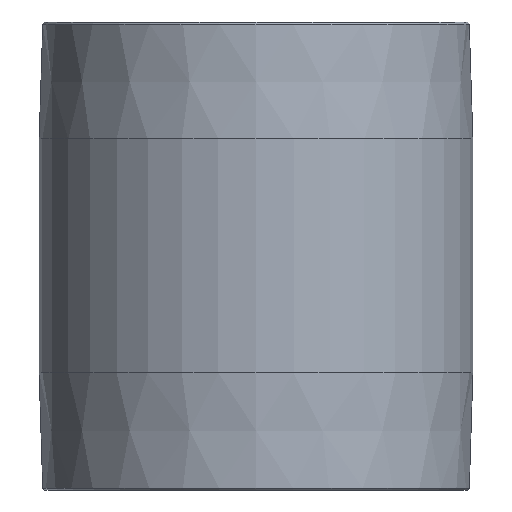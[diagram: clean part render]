
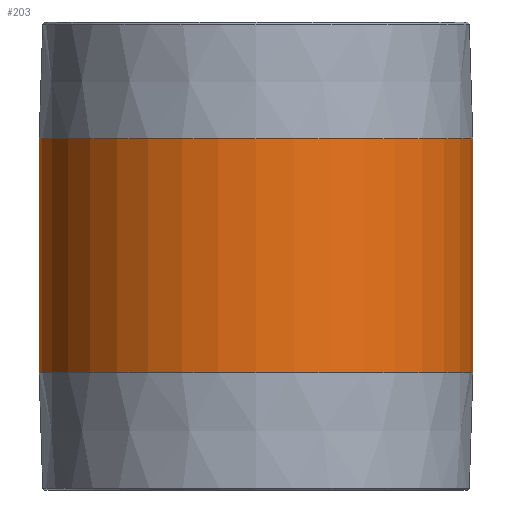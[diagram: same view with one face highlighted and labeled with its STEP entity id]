
A CAD part, front view. The second image highlights one B-rep face of the part: STEP entity #203.
In plain terms, the highlighted cylindrical face has radius 70.612 mm (diameter 141.224 mm), a partial arc.
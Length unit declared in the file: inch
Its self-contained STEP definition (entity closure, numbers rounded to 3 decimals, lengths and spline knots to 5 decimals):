
#5 = CARTESIAN_POINT ( 'NONE',  ( 2.78, 0., 4.5 ) ) ;
#8 = VERTEX_POINT ( 'NONE', #5 ) ;
#12 = DIRECTION ( 'NONE',  ( 0., 0., -1. ) ) ;
#30 = LINE ( 'NONE', #217, #434 ) ;
#56 = DIRECTION ( 'NONE',  ( 0., 0., -1. ) ) ;
#62 = AXIS2_PLACEMENT_3D ( 'NONE', #326, #298, #126 ) ;
#69 = EDGE_CURVE ( 'NONE', #8, #152, #425, .T. ) ;
#78 = ORIENTED_EDGE ( 'NONE', *, *, #445, .F. ) ;
#95 = VERTEX_POINT ( 'NONE', #528 ) ;
#104 = ORIENTED_EDGE ( 'NONE', *, *, #323, .T. ) ;
#126 = DIRECTION ( 'NONE',  ( -1., 0., 0. ) ) ;
#130 = CARTESIAN_POINT ( 'NONE',  ( 0., 0., 1.5 ) ) ;
#150 = AXIS2_PLACEMENT_3D ( 'NONE', #540, #56, #231 ) ;
#152 = VERTEX_POINT ( 'NONE', #234 ) ;
#193 = ORIENTED_EDGE ( 'NONE', *, *, #337, .T. ) ;
#203 = ADVANCED_FACE ( 'NONE', ( #532 ), #321, .T. ) ;
#211 = CARTESIAN_POINT ( 'NONE',  ( -2.78, 0., 4.5 ) ) ;
#217 = CARTESIAN_POINT ( 'NONE',  ( -2.78, 0., 6. ) ) ;
#231 = DIRECTION ( 'NONE',  ( -1., 0., 0. ) ) ;
#234 = CARTESIAN_POINT ( 'NONE',  ( 2.78, 0., 1.5 ) ) ;
#262 = DIRECTION ( 'NONE',  ( 0., 0., -1. ) ) ;
#266 = DIRECTION ( 'NONE',  ( -1., 0., 0. ) ) ;
#278 = AXIS2_PLACEMENT_3D ( 'NONE', #130, #12, #266 ) ;
#298 = DIRECTION ( 'NONE',  ( 0., 0., -1. ) ) ;
#300 = VECTOR ( 'NONE', #262, 39.37008 ) ;
#321 = CYLINDRICAL_SURFACE ( 'NONE', #150, 2.78 ) ;
#323 = EDGE_CURVE ( 'NONE', #8, #403, #504, .T. ) ;
#326 = CARTESIAN_POINT ( 'NONE',  ( 0., 0., 4.5 ) ) ;
#337 = EDGE_CURVE ( 'NONE', #403, #95, #30, .T. ) ;
#403 = VERTEX_POINT ( 'NONE', #211 ) ;
#425 = LINE ( 'NONE', #516, #300 ) ;
#426 = CIRCLE ( 'NONE', #278, 2.78 ) ;
#434 = VECTOR ( 'NONE', #499, 39.37008 ) ;
#445 = EDGE_CURVE ( 'NONE', #152, #95, #426, .T. ) ;
#452 = ORIENTED_EDGE ( 'NONE', *, *, #69, .F. ) ;
#499 = DIRECTION ( 'NONE',  ( 0., 0., -1. ) ) ;
#504 = CIRCLE ( 'NONE', #62, 2.78 ) ;
#516 = CARTESIAN_POINT ( 'NONE',  ( 2.78, 0., 6. ) ) ;
#523 = EDGE_LOOP ( 'NONE', ( #452, #104, #193, #78 ) ) ;
#528 = CARTESIAN_POINT ( 'NONE',  ( -2.78, 0., 1.5 ) ) ;
#532 = FACE_OUTER_BOUND ( 'NONE', #523, .T. ) ;
#540 = CARTESIAN_POINT ( 'NONE',  ( 0., 0., 6. ) ) ;
